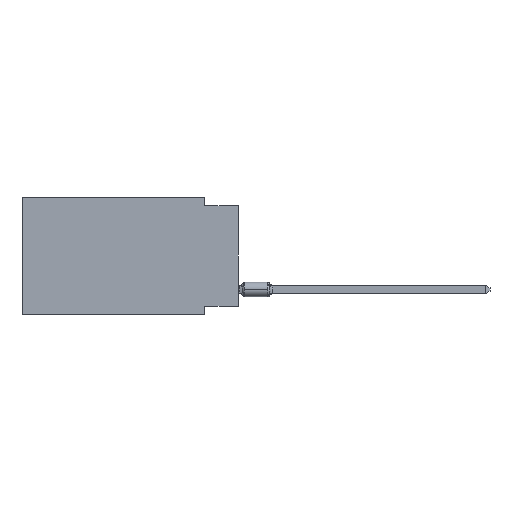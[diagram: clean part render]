
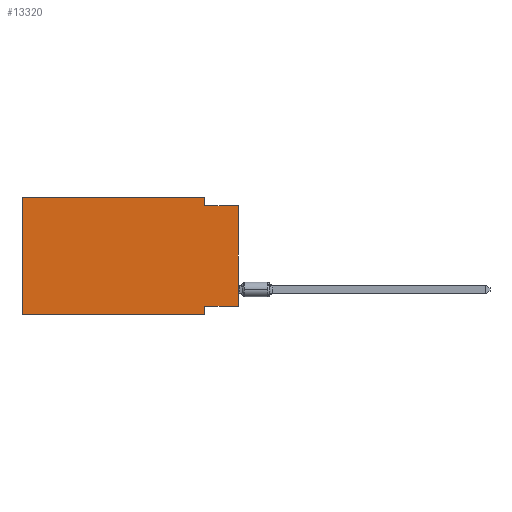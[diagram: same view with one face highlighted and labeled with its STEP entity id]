
A CAD part, left-side view. The second image highlights one B-rep face of the part: STEP entity #13320.
In plain terms, the highlighted planar face has unit normal (-1, 0, 0).
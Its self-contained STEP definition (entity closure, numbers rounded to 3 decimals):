
#529 = CARTESIAN_POINT ( 'NONE',  ( 0., 16.383, 0. ) ) ;
#583 = DIRECTION ( 'NONE',  ( 0., -1., 0. ) ) ;
#609 = CARTESIAN_POINT ( 'NONE',  ( 0., 2.54, -0.635 ) ) ;
#826 = ORIENTED_EDGE ( 'NONE', *, *, #7874, .T. ) ;
#900 = VECTOR ( 'NONE', #12200, 1000. ) ;
#1201 = EDGE_CURVE ( 'NONE', #14566, #12890, #1890, .T. ) ;
#1413 = CARTESIAN_POINT ( 'NONE',  ( 0., 16.383, 0. ) ) ;
#1729 = LINE ( 'NONE', #9747, #11514 ) ;
#1890 = LINE ( 'NONE', #2781, #2786 ) ;
#1901 = LINE ( 'NONE', #2947, #6960 ) ;
#1909 = EDGE_LOOP ( 'NONE', ( #826, #14502, #12098, #11448, #6344, #7986, #9191, #10668 ) ) ;
#2012 = VERTEX_POINT ( 'NONE', #13645 ) ;
#2781 = CARTESIAN_POINT ( 'NONE',  ( 0., 0., -0.635 ) ) ;
#2786 = VECTOR ( 'NONE', #9760, 1000. ) ;
#2947 = CARTESIAN_POINT ( 'NONE',  ( 0., 2.54, 0. ) ) ;
#3096 = CARTESIAN_POINT ( 'NONE',  ( 0., 2.54, -8.255 ) ) ;
#3108 = EDGE_CURVE ( 'NONE', #4410, #7639, #5465, .T. ) ;
#3284 = CARTESIAN_POINT ( 'NONE',  ( 0., 16.383, 0. ) ) ;
#4410 = VERTEX_POINT ( 'NONE', #1413 ) ;
#4439 = DIRECTION ( 'NONE',  ( 0., 0., 1. ) ) ;
#4556 = CARTESIAN_POINT ( 'NONE',  ( 0., 0., -8.255 ) ) ;
#4896 = VERTEX_POINT ( 'NONE', #13774 ) ;
#5372 = LINE ( 'NONE', #11152, #10945 ) ;
#5465 = LINE ( 'NONE', #3284, #6198 ) ;
#5717 = CARTESIAN_POINT ( 'NONE',  ( 0., 2.54, 0. ) ) ;
#5823 = LINE ( 'NONE', #14326, #7956 ) ;
#6198 = VECTOR ( 'NONE', #12305, 1000. ) ;
#6249 = DIRECTION ( 'NONE',  ( 0., 0., -1. ) ) ;
#6344 = ORIENTED_EDGE ( 'NONE', *, *, #12900, .F. ) ;
#6496 = LINE ( 'NONE', #7610, #900 ) ;
#6960 = VECTOR ( 'NONE', #7524, 1000. ) ;
#7524 = DIRECTION ( 'NONE',  ( 0., 0., -1. ) ) ;
#7531 = VERTEX_POINT ( 'NONE', #3096 ) ;
#7610 = CARTESIAN_POINT ( 'NONE',  ( 0., 2.54, -8.89 ) ) ;
#7639 = VERTEX_POINT ( 'NONE', #5717 ) ;
#7661 = AXIS2_PLACEMENT_3D ( 'NONE', #529, #13147, #6249 ) ;
#7874 = EDGE_CURVE ( 'NONE', #12179, #12890, #1729, .T. ) ;
#7956 = VECTOR ( 'NONE', #583, 1000. ) ;
#7986 = ORIENTED_EDGE ( 'NONE', *, *, #9929, .T. ) ;
#8619 = EDGE_CURVE ( 'NONE', #7639, #14566, #1901, .T. ) ;
#9079 = LINE ( 'NONE', #13660, #14117 ) ;
#9191 = ORIENTED_EDGE ( 'NONE', *, *, #10874, .F. ) ;
#9747 = CARTESIAN_POINT ( 'NONE',  ( 0., 0., 0. ) ) ;
#9760 = DIRECTION ( 'NONE',  ( 0., -1., 0. ) ) ;
#9929 = EDGE_CURVE ( 'NONE', #4896, #2012, #5823, .T. ) ;
#9982 = FACE_OUTER_BOUND ( 'NONE', #1909, .T. ) ;
#10668 = ORIENTED_EDGE ( 'NONE', *, *, #11991, .F. ) ;
#10874 = EDGE_CURVE ( 'NONE', #7531, #2012, #6496, .T. ) ;
#10945 = VECTOR ( 'NONE', #12123, 1000. ) ;
#11152 = CARTESIAN_POINT ( 'NONE',  ( 0., 0., -8.255 ) ) ;
#11406 = CARTESIAN_POINT ( 'NONE',  ( 0., 0., -0.635 ) ) ;
#11448 = ORIENTED_EDGE ( 'NONE', *, *, #3108, .F. ) ;
#11514 = VECTOR ( 'NONE', #13217, 1000. ) ;
#11991 = EDGE_CURVE ( 'NONE', #12179, #7531, #5372, .T. ) ;
#12098 = ORIENTED_EDGE ( 'NONE', *, *, #8619, .F. ) ;
#12123 = DIRECTION ( 'NONE',  ( 0., 1., 0. ) ) ;
#12179 = VERTEX_POINT ( 'NONE', #4556 ) ;
#12200 = DIRECTION ( 'NONE',  ( 0., 0., -1. ) ) ;
#12255 = PLANE ( 'NONE',  #7661 ) ;
#12305 = DIRECTION ( 'NONE',  ( 0., -1., 0. ) ) ;
#12890 = VERTEX_POINT ( 'NONE', #11406 ) ;
#12900 = EDGE_CURVE ( 'NONE', #4896, #4410, #9079, .T. ) ;
#13147 = DIRECTION ( 'NONE',  ( 1., 0., 0. ) ) ;
#13217 = DIRECTION ( 'NONE',  ( 0., 0., 1. ) ) ;
#13320 = ADVANCED_FACE ( 'NONE', ( #9982 ), #12255, .F. ) ;
#13645 = CARTESIAN_POINT ( 'NONE',  ( 0., 2.54, -8.89 ) ) ;
#13660 = CARTESIAN_POINT ( 'NONE',  ( 0., 16.383, 0. ) ) ;
#13774 = CARTESIAN_POINT ( 'NONE',  ( 0., 16.383, -8.89 ) ) ;
#14117 = VECTOR ( 'NONE', #4439, 1000. ) ;
#14326 = CARTESIAN_POINT ( 'NONE',  ( 0., 16.383, -8.89 ) ) ;
#14502 = ORIENTED_EDGE ( 'NONE', *, *, #1201, .F. ) ;
#14566 = VERTEX_POINT ( 'NONE', #609 ) ;
